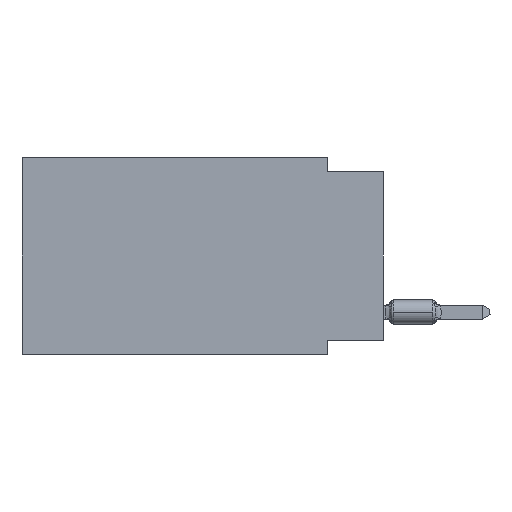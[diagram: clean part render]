
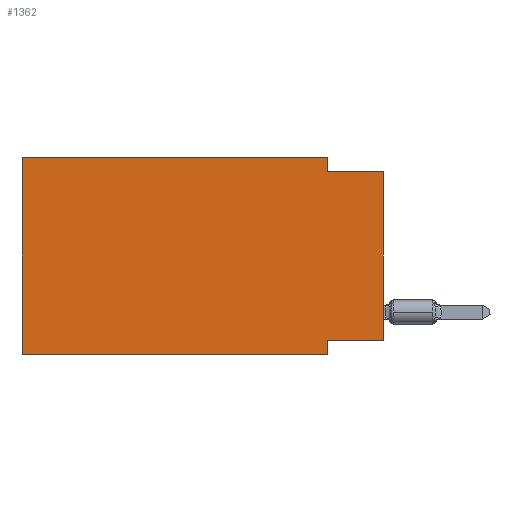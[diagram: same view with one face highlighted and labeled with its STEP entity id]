
A CAD part, left-side view. The second image highlights one B-rep face of the part: STEP entity #1362.
In plain terms, the highlighted planar face has unit normal (-1, 0, 0).
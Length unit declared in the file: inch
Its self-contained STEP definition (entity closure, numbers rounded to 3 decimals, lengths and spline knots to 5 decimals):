
#248 = ORIENTED_EDGE ( 'NONE', *, *, #40637, .F. ) ;
#1318 = CARTESIAN_POINT ( 'NONE',  ( 0., 0.645, -0.35 ) ) ;
#1362 = ADVANCED_FACE ( 'NONE', ( #25469 ), #43753, .F. ) ;
#1851 = CARTESIAN_POINT ( 'NONE',  ( 0., 0.1, -0.025 ) ) ;
#2584 = DIRECTION ( 'NONE',  ( 0., -1., 0. ) ) ;
#5754 = VECTOR ( 'NONE', #2584, 39.37008 ) ;
#5790 = CARTESIAN_POINT ( 'NONE',  ( 0., 0., -0.025 ) ) ;
#8109 = CARTESIAN_POINT ( 'NONE',  ( 0., 0., 0. ) ) ;
#8202 = CARTESIAN_POINT ( 'NONE',  ( 0., 0., -0.325 ) ) ;
#8868 = EDGE_CURVE ( 'NONE', #34562, #18519, #9178, .T. ) ;
#8883 = ORIENTED_EDGE ( 'NONE', *, *, #42402, .T. ) ;
#9178 = LINE ( 'NONE', #31614, #13003 ) ;
#10841 = CARTESIAN_POINT ( 'NONE',  ( 0., 0.645, 0. ) ) ;
#11590 = VERTEX_POINT ( 'NONE', #8202 ) ;
#12736 = CARTESIAN_POINT ( 'NONE',  ( 0., 0.1, -0.35 ) ) ;
#13003 = VECTOR ( 'NONE', #49290, 39.37008 ) ;
#13060 = VECTOR ( 'NONE', #17691, 39.37008 ) ;
#13098 = ORIENTED_EDGE ( 'NONE', *, *, #47190, .F. ) ;
#13115 = DIRECTION ( 'NONE',  ( 0., 0., 1. ) ) ;
#13130 = AXIS2_PLACEMENT_3D ( 'NONE', #52588, #30188, #39343 ) ;
#13242 = CARTESIAN_POINT ( 'NONE',  ( 0., 0.645, 0. ) ) ;
#14197 = VECTOR ( 'NONE', #13115, 39.37008 ) ;
#14709 = ORIENTED_EDGE ( 'NONE', *, *, #57416, .T. ) ;
#15860 = EDGE_CURVE ( 'NONE', #11590, #29826, #26930, .T. ) ;
#16227 = ORIENTED_EDGE ( 'NONE', *, *, #27199, .F. ) ;
#16326 = CARTESIAN_POINT ( 'NONE',  ( 0., 0.1, -0.35 ) ) ;
#17691 = DIRECTION ( 'NONE',  ( 0., 0., 1. ) ) ;
#17777 = DIRECTION ( 'NONE',  ( 0., 1., 0. ) ) ;
#18519 = VERTEX_POINT ( 'NONE', #1851 ) ;
#21153 = VERTEX_POINT ( 'NONE', #5790 ) ;
#25019 = CARTESIAN_POINT ( 'NONE',  ( 0., 0.645, -0.35 ) ) ;
#25469 = FACE_OUTER_BOUND ( 'NONE', #49419, .T. ) ;
#25593 = LINE ( 'NONE', #25019, #5754 ) ;
#26671 = VECTOR ( 'NONE', #17777, 39.37008 ) ;
#26930 = LINE ( 'NONE', #35501, #26671 ) ;
#27199 = EDGE_CURVE ( 'NONE', #36703, #31418, #44520, .T. ) ;
#28255 = VERTEX_POINT ( 'NONE', #12736 ) ;
#28837 = DIRECTION ( 'NONE',  ( 0., -1., 0. ) ) ;
#28998 = DIRECTION ( 'NONE',  ( 0., 0., -1. ) ) ;
#29487 = CARTESIAN_POINT ( 'NONE',  ( 0., 0.1, -0.325 ) ) ;
#29826 = VERTEX_POINT ( 'NONE', #29487 ) ;
#30188 = DIRECTION ( 'NONE',  ( 1., 0., 0. ) ) ;
#31081 = LINE ( 'NONE', #35518, #34389 ) ;
#31418 = VERTEX_POINT ( 'NONE', #13242 ) ;
#31614 = CARTESIAN_POINT ( 'NONE',  ( 0., 0.1, 0. ) ) ;
#34045 = CARTESIAN_POINT ( 'NONE',  ( 0., 0.1, 0. ) ) ;
#34389 = VECTOR ( 'NONE', #54362, 39.37008 ) ;
#34562 = VERTEX_POINT ( 'NONE', #34045 ) ;
#35404 = ORIENTED_EDGE ( 'NONE', *, *, #8868, .F. ) ;
#35501 = CARTESIAN_POINT ( 'NONE',  ( 0., 0., -0.325 ) ) ;
#35518 = CARTESIAN_POINT ( 'NONE',  ( 0., 0., -0.025 ) ) ;
#35563 = LINE ( 'NONE', #8109, #14197 ) ;
#36703 = VERTEX_POINT ( 'NONE', #1318 ) ;
#38631 = VECTOR ( 'NONE', #28837, 39.37008 ) ;
#39343 = DIRECTION ( 'NONE',  ( 0., 0., -1. ) ) ;
#40637 = EDGE_CURVE ( 'NONE', #18519, #21153, #31081, .T. ) ;
#42402 = EDGE_CURVE ( 'NONE', #36703, #28255, #25593, .T. ) ;
#43753 = PLANE ( 'NONE',  #13130 ) ;
#43795 = ORIENTED_EDGE ( 'NONE', *, *, #15860, .F. ) ;
#43822 = VECTOR ( 'NONE', #28998, 39.37008 ) ;
#44520 = LINE ( 'NONE', #54257, #13060 ) ;
#45375 = ORIENTED_EDGE ( 'NONE', *, *, #57175, .F. ) ;
#47190 = EDGE_CURVE ( 'NONE', #29826, #28255, #52589, .T. ) ;
#49290 = DIRECTION ( 'NONE',  ( 0., 0., -1. ) ) ;
#49419 = EDGE_LOOP ( 'NONE', ( #14709, #248, #35404, #45375, #16227, #8883, #13098, #43795 ) ) ;
#52588 = CARTESIAN_POINT ( 'NONE',  ( 0., 0.645, 0. ) ) ;
#52589 = LINE ( 'NONE', #16326, #43822 ) ;
#54257 = CARTESIAN_POINT ( 'NONE',  ( 0., 0.645, 0. ) ) ;
#54362 = DIRECTION ( 'NONE',  ( 0., -1., 0. ) ) ;
#56256 = LINE ( 'NONE', #10841, #38631 ) ;
#57175 = EDGE_CURVE ( 'NONE', #31418, #34562, #56256, .T. ) ;
#57416 = EDGE_CURVE ( 'NONE', #11590, #21153, #35563, .T. ) ;
